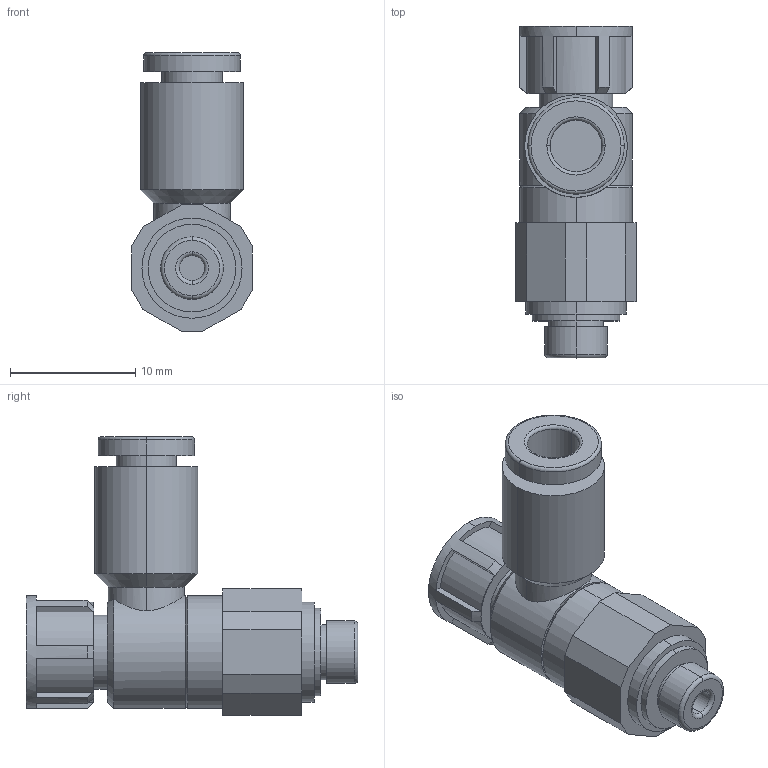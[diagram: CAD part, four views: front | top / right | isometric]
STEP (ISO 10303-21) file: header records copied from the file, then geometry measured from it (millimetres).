
FILE_DESCRIPTION (( 'STEP AP214' ), '1' );
FILE_NAME ('AS1201F-M5-04A.step.step', '2015-06-26T08:07:52', ( 'Windows User' ), ( '' ), 'SwSTEP 2.0', 'SolidWorks 2015', '' );
FILE_SCHEMA (( 'AUTOMOTIVE_DESIGN' ));
Length unit declared in the file: millimetre
Products named in the file (4): AS1201F-M5-04A.step; AS1201F-M5-04A.step_Base_M5-04; AS1201F-M5-04A.step_Elbow_Metric_M5-04; AS1201F-M5-04A.step_Handle_Gray_M5
Assembly tree (3 placements, depth 2):
  AS1201F-M5-04A.step
    AS1201F-M5-04A.step_Base_M5-04
    AS1201F-M5-04A.step_Elbow_Metric_M5-04
    AS1201F-M5-04A.step_Handle_Gray_M5
Bounding box: 9.6 x 26.5 x 22.24 mm (x, y, z)
Volume: 1979.8 mm3; surface area: 1720.8 mm2
Topology: 3 solids, 3 shells, 101 faces, 239 edges, 154 vertices
Faces by surface type: plane 50, cylinder 35, torus 8, cone 8
Entity records: 3307 total; most frequent: CARTESIAN_POINT 620, DIRECTION 538, ORIENTED_EDGE 478, EDGE_CURVE 239, AXIS2_PLACEMENT_3D 212, VERTEX_POINT 154, VECTOR 114, LINE 114
